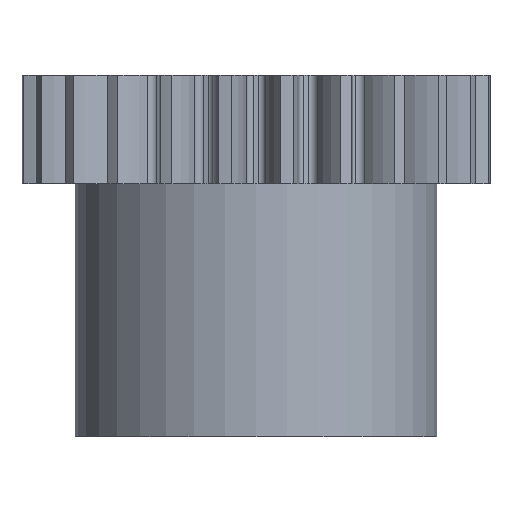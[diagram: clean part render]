
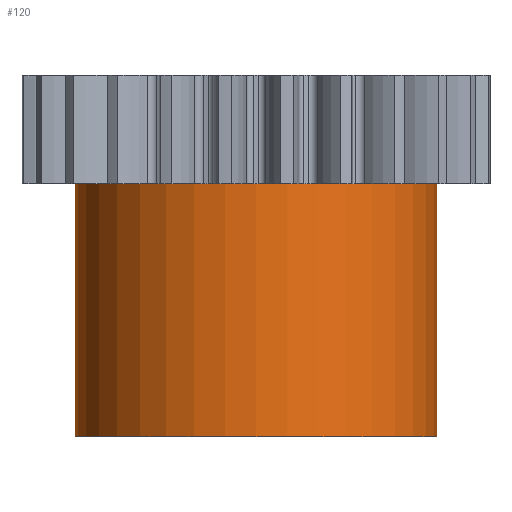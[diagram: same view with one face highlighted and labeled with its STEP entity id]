
A CAD part, front view. The second image highlights one B-rep face of the part: STEP entity #120.
In plain terms, the highlighted cylindrical face has radius 5 mm (diameter 10 mm), a partial arc.
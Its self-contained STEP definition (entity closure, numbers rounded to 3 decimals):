
#3 = VERTEX_POINT ( 'NONE', #2124 ) ;
#12 = EDGE_CURVE ( 'NONE', #3, #14, #2242, .T. ) ;
#14 = VERTEX_POINT ( 'NONE', #2209 ) ;
#108 = EDGE_CURVE ( 'NONE', #154, #155, #2381, .T. ) ;
#117 = ORIENTED_EDGE ( 'NONE', *, *, #12, .T. ) ;
#118 = ORIENTED_EDGE ( 'NONE', *, *, #855, .F. ) ;
#120 = ADVANCED_FACE ( 'NONE', ( #2307 ), #2382, .T. ) ;
#121 = ORIENTED_EDGE ( 'NONE', *, *, #108, .F. ) ;
#147 = ORIENTED_EDGE ( 'NONE', *, *, #149, .T. ) ;
#148 = EDGE_LOOP ( 'NONE', ( #121, #147, #117, #118 ) ) ;
#149 = EDGE_CURVE ( 'NONE', #154, #3, #2402, .T. ) ;
#154 = VERTEX_POINT ( 'NONE', #2390 ) ;
#155 = VERTEX_POINT ( 'NONE', #2396 ) ;
#855 = EDGE_CURVE ( 'NONE', #155, #14, #3849, .T. ) ;
#2124 = CARTESIAN_POINT ( 'NONE',  ( 5., 0., -7. ) ) ;
#2207 = DIRECTION ( 'NONE',  ( 0., 0., 1. ) ) ;
#2208 = VECTOR ( 'NONE', #2207, 1000. ) ;
#2209 = CARTESIAN_POINT ( 'NONE',  ( 5., 0., 0. ) ) ;
#2241 = CARTESIAN_POINT ( 'NONE',  ( 5., 0., -7. ) ) ;
#2242 = LINE ( 'NONE', #2241, #2208 ) ;
#2277 = CARTESIAN_POINT ( 'NONE',  ( 0., 0., -7. ) ) ;
#2290 = DIRECTION ( 'NONE',  ( 1., 0., 0. ) ) ;
#2291 = DIRECTION ( 'NONE',  ( 0., 0., 1. ) ) ;
#2307 = FACE_OUTER_BOUND ( 'NONE', #148, .T. ) ;
#2308 = DIRECTION ( 'NONE',  ( 0., 0., 1. ) ) ;
#2309 = VECTOR ( 'NONE', #2308, 1000. ) ;
#2310 = CARTESIAN_POINT ( 'NONE',  ( -5., 0., -7. ) ) ;
#2345 = AXIS2_PLACEMENT_3D ( 'NONE', #2277, #2291, #2290 ) ;
#2381 = LINE ( 'NONE', #2310, #2309 ) ;
#2382 = CYLINDRICAL_SURFACE ( 'NONE', #2345, 5. ) ;
#2390 = CARTESIAN_POINT ( 'NONE',  ( -5., 0., -7. ) ) ;
#2396 = CARTESIAN_POINT ( 'NONE',  ( -5., 0., 0. ) ) ;
#2398 = DIRECTION ( 'NONE',  ( 1., 0., 0. ) ) ;
#2399 = DIRECTION ( 'NONE',  ( 0., 0., 1. ) ) ;
#2400 = CARTESIAN_POINT ( 'NONE',  ( 0., 0., -7. ) ) ;
#2401 = AXIS2_PLACEMENT_3D ( 'NONE', #2400, #2399, #2398 ) ;
#2402 = CIRCLE ( 'NONE', #2401, 5. ) ;
#3844 = DIRECTION ( 'NONE',  ( 1., 0., 0. ) ) ;
#3845 = DIRECTION ( 'NONE',  ( 0., 0., 1. ) ) ;
#3846 = AXIS2_PLACEMENT_3D ( 'NONE', #3857, #3845, #3844 ) ;
#3849 = CIRCLE ( 'NONE', #3846, 5. ) ;
#3857 = CARTESIAN_POINT ( 'NONE',  ( 0., 0., 0. ) ) ;
